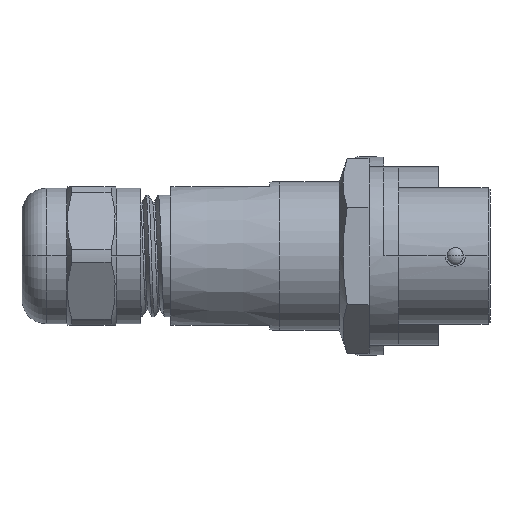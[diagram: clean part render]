
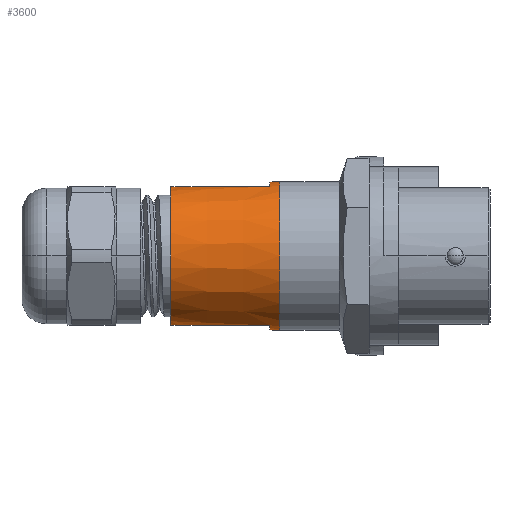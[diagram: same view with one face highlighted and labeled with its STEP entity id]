
A CAD part, front view. The second image highlights one B-rep face of the part: STEP entity #3600.
In plain terms, the highlighted conical face has half-angle 2.603 degrees and reference radius 7.25 mm.
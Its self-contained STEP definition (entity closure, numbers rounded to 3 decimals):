
#31=CARTESIAN_POINT('',(-20.7,0.,7.));
#33=DIRECTION('',(0.999,0.,-0.045));
#34=VECTOR('',#33,1.001);
#35=CARTESIAN_POINT('',(-10.7,0.,-7.455));
#36=LINE('',#35,#34);
#47=CARTESIAN_POINT('',(-10.7,0.,0.));
#48=DIRECTION('',(1.,0.,0.));
#49=DIRECTION('',(0.,0.,1.));
#50=AXIS2_PLACEMENT_3D('',#47,#48,#49);
#56=DIRECTION('',(0.999,0.,0.045));
#57=VECTOR('',#56,1.001);
#58=CARTESIAN_POINT('',(-10.7,0.,7.455));
#59=LINE('',#58,#57);
#60=CARTESIAN_POINT('',(-9.7,0.,0.));
#61=DIRECTION('',(1.,0.,0.));
#62=DIRECTION('',(0.,0.,1.));
#63=AXIS2_PLACEMENT_3D('',#60,#61,#62);
#65=CARTESIAN_POINT('',(-10.7,-2.563,-7.));
#66=CARTESIAN_POINT('',(-11.038,-2.519,-7.));
#67=CARTESIAN_POINT('',(-11.688,-2.431,-7.));
#68=CARTESIAN_POINT('',(-12.577,-2.304,-7.));
#69=CARTESIAN_POINT('',(-13.391,-2.183,-7.));
#70=CARTESIAN_POINT('',(-14.136,-2.066,-7.));
#71=CARTESIAN_POINT('',(-14.817,-1.954,-7.));
#72=CARTESIAN_POINT('',(-15.441,-1.846,-7.));
#73=CARTESIAN_POINT('',(-16.011,-1.741,-7.));
#74=CARTESIAN_POINT('',(-16.532,-1.641,-7.));
#75=CARTESIAN_POINT('',(-17.009,-1.543,-7.));
#76=CARTESIAN_POINT('',(-17.443,-1.448,-7.));
#77=CARTESIAN_POINT('',(-17.839,-1.356,-7.));
#78=CARTESIAN_POINT('',(-18.201,-1.267,-7.));
#79=CARTESIAN_POINT('',(-18.532,-1.18,-7.));
#80=CARTESIAN_POINT('',(-18.832,-1.095,-7.));
#81=CARTESIAN_POINT('',(-19.104,-1.011,-7.));
#82=CARTESIAN_POINT('',(-19.351,-0.93,
-7.));
#83=CARTESIAN_POINT('',(-19.574,-0.849,
-7.));
#84=CARTESIAN_POINT('',(-19.774,-0.77,
-7.));
#85=CARTESIAN_POINT('',(-19.953,-0.692,
-7.));
#86=CARTESIAN_POINT('',(-20.111,-0.614,
-7.));
#87=CARTESIAN_POINT('',(-20.25,-0.537,
-7.));
#88=CARTESIAN_POINT('',(-20.371,-0.46,
-7.));
#89=CARTESIAN_POINT('',(-20.473,-0.383,
-7.));
#90=CARTESIAN_POINT('',(-20.558,-0.305,
-7.));
#91=CARTESIAN_POINT('',(-20.623,-0.226,
-7.));
#92=CARTESIAN_POINT('',(-20.669,-0.148,
-7.));
#93=CARTESIAN_POINT('',(-20.695,-0.071,
-7.));
#94=CARTESIAN_POINT('',(-20.7,-0.023,
-7.));
#95=CARTESIAN_POINT('',(-20.7,0.,-7.));
#2018=CARTESIAN_POINT('',(-10.7,0.,0.));
#2019=DIRECTION('',(1.,0.,0.));
#2020=DIRECTION('',(0.,-0.344,-0.939));
#2021=AXIS2_PLACEMENT_3D('',#2018,#2019,#2020);
#2064=CARTESIAN_POINT('',(-20.7,0.,0.));
#2065=DIRECTION('',(1.,0.,0.));
#2066=DIRECTION('',(0.,0.,1.));
#2067=AXIS2_PLACEMENT_3D('',#2064,#2065,#2066);
#2883=CARTESIAN_POINT('',(-10.7,-2.563,7.));
#2884=CARTESIAN_POINT('',(-11.038,-2.519,
7.));
#2885=CARTESIAN_POINT('',(-11.688,-2.431,
7.));
#2886=CARTESIAN_POINT('',(-12.577,-2.304,
7.));
#2887=CARTESIAN_POINT('',(-13.391,-2.183,
7.));
#2888=CARTESIAN_POINT('',(-14.136,-2.066,
7.));
#2889=CARTESIAN_POINT('',(-14.817,-1.954,
7.));
#2890=CARTESIAN_POINT('',(-15.441,-1.846,
7.));
#2891=CARTESIAN_POINT('',(-16.011,-1.741,
7.));
#2892=CARTESIAN_POINT('',(-16.532,-1.641,
7.));
#2893=CARTESIAN_POINT('',(-17.008,-1.543,
7.));
#2894=CARTESIAN_POINT('',(-17.443,-1.448,
7.));
#2895=CARTESIAN_POINT('',(-17.839,-1.356,
7.));
#2896=CARTESIAN_POINT('',(-18.201,-1.267,
7.));
#2897=CARTESIAN_POINT('',(-18.531,-1.18,
7.));
#2898=CARTESIAN_POINT('',(-18.832,-1.095,
7.));
#2899=CARTESIAN_POINT('',(-19.104,-1.011,
7.));
#2900=CARTESIAN_POINT('',(-19.351,-0.93,
7.));
#2901=CARTESIAN_POINT('',(-19.574,-0.849,
7.));
#2902=CARTESIAN_POINT('',(-19.774,-0.77,
7.));
#2903=CARTESIAN_POINT('',(-19.953,-0.692,
7.));
#2904=CARTESIAN_POINT('',(-20.111,-0.614,
7.));
#2905=CARTESIAN_POINT('',(-20.25,-0.537,
7.));
#2906=CARTESIAN_POINT('',(-20.371,-0.46,
7.));
#2907=CARTESIAN_POINT('',(-20.473,-0.383,
7.));
#2908=CARTESIAN_POINT('',(-20.558,-0.305,
7.));
#2909=CARTESIAN_POINT('',(-20.623,-0.226,
7.));
#2910=CARTESIAN_POINT('',(-20.669,-0.148,
7.));
#2911=CARTESIAN_POINT('',(-20.695,-0.071,
7.));
#2912=CARTESIAN_POINT('',(-20.7,-0.023,7.));
#2913=CARTESIAN_POINT('',(-20.7,0.,7.));
#2916=CARTESIAN_POINT('',(-10.7,0.,7.455));
#2918=VERTEX_POINT('',#2916);
#2919=VERTEX_POINT('',#31);
#2920=CARTESIAN_POINT('',(-20.7,0.,-7.));
#2921=VERTEX_POINT('',#2920);
#2923=CARTESIAN_POINT('',(-10.7,0.,-7.455));
#2924=VERTEX_POINT('',#2923);
#2925=CARTESIAN_POINT('',(-9.7,0.,-7.5));
#2926=VERTEX_POINT('',#2925);
#2927=CARTESIAN_POINT('',(-9.7,0.,7.5));
#2928=VERTEX_POINT('',#2927);
#2929=CARTESIAN_POINT('',(-10.7,-2.563,7.));
#2930=VERTEX_POINT('',#2929);
#2931=CARTESIAN_POINT('',(-10.7,-2.563,-7.));
#2932=VERTEX_POINT('',#2931);
#3580=CARTESIAN_POINT('',(-15.2,0.,0.));
#3581=DIRECTION('',(1.,0.,0.));
#3582=DIRECTION('',(0.,0.,1.));
#3583=AXIS2_PLACEMENT_3D('',#3580,#3581,#3582);
#3584=CONICAL_SURFACE('',#3583,7.25,2.603);
#3585=ORIENTED_EDGE('',*,*,#3573,.F.);
#3586=ORIENTED_EDGE('',*,*,#3562,.T.);
#3588=ORIENTED_EDGE('',*,*,#3587,.T.);
#3589=ORIENTED_EDGE('',*,*,#3558,.F.);
#3591=ORIENTED_EDGE('',*,*,#3590,.F.);
#3593=ORIENTED_EDGE('',*,*,#3592,.T.);
#3595=ORIENTED_EDGE('',*,*,#3594,.F.);
#3597=ORIENTED_EDGE('',*,*,#3596,.F.);
#3598=EDGE_LOOP('',(#3585,#3586,#3588,#3589,#3591,#3593,#3595,#3597));
#3599=FACE_OUTER_BOUND('',#3598,.F.);
#3600=ADVANCED_FACE('',(#3599),#3584,.T.);
#51=CIRCLE('',#50,7.455);
#64=CIRCLE('',#63,7.5);
#96=B_SPLINE_CURVE_WITH_KNOTS('',3,(#65,#66,#67,#68,#69,#70,#71,#72,#73,#74,#75,
#76,#77,#78,#79,#80,#81,#82,#83,#84,#85,#86,#87,#88,#89,#90,#91,#92,#93,#94,
#95),.UNSPECIFIED.,.F.,.F.,(4,1,1,1,1,1,1,1,1,1,1,1,1,1,1,1,1,1,1,1,1,1,1,1,1,1,
1,1,4),(0.,0.036,0.071,0.107,
0.143,0.179,0.214,0.25,0.286,
0.321,0.357,0.393,0.429,
0.464,0.5,0.536,0.571,0.607,
0.643,0.679,0.714,0.75,0.786,
0.821,0.857,0.893,0.929,
0.964,1.),.UNSPECIFIED.);
#2022=CIRCLE('',#2021,7.455);
#2068=CIRCLE('',#2067,7.);
#2914=B_SPLINE_CURVE_WITH_KNOTS('',3,(#2883,#2884,#2885,#2886,#2887,#2888,#2889,
#2890,#2891,#2892,#2893,#2894,#2895,#2896,#2897,#2898,#2899,#2900,#2901,#2902,
#2903,#2904,#2905,#2906,#2907,#2908,#2909,#2910,#2911,#2912,#2913),
.UNSPECIFIED.,.F.,.F.,(4,1,1,1,1,1,1,1,1,1,1,1,1,1,1,1,1,1,1,1,1,1,1,1,1,1,1,1,
4),(0.,0.036,0.071,0.107,
0.143,0.179,0.214,0.25,0.286,
0.321,0.357,0.393,0.429,
0.464,0.5,0.536,0.571,0.607,
0.643,0.679,0.714,0.75,0.786,
0.821,0.857,0.893,0.929,
0.964,1.),.UNSPECIFIED.);
#3558=EDGE_CURVE('',#2924,#2926,#36,.T.);
#3562=EDGE_CURVE('',#2918,#2928,#59,.T.);
#3573=EDGE_CURVE('',#2918,#2930,#51,.T.);
#3587=EDGE_CURVE('',#2928,#2926,#64,.T.);
#3590=EDGE_CURVE('',#2932,#2924,#2022,.T.);
#3592=EDGE_CURVE('',#2932,#2921,#96,.T.);
#3594=EDGE_CURVE('',#2919,#2921,#2068,.T.);
#3596=EDGE_CURVE('',#2930,#2919,#2914,.T.);
